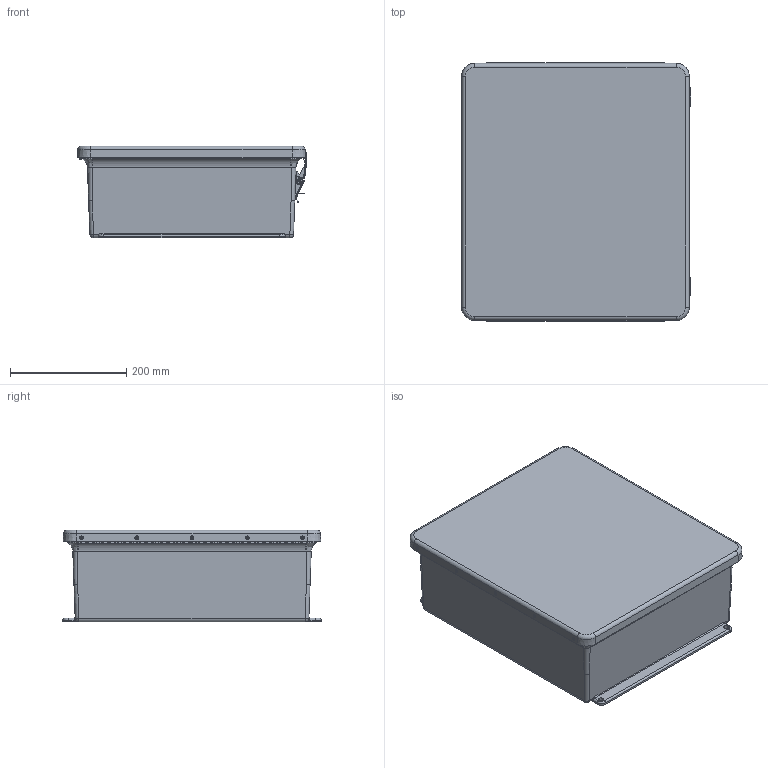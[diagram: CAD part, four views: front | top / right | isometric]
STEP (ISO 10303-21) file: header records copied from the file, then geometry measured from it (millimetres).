
FILE_DESCRIPTION(/* description */ (''),/* implementation_level */ '2;1');
FILE_NAME(/* name */ 'HW-WHJ161406CHQR.stp',/* time_stamp */ '2014-04-08T08:14:15-05:00',/* author */ ('jtigges'),/* organization */ (''),/* preprocessor_version */ 'ST-DEVELOPER v15.2',/* originating_system */ 'Autodesk Inventor 2014',/* authorisation */ '');
FILE_SCHEMA (('AUTOMOTIVE_DESIGN { 1 0 10303 214 3 1 1 }'));
Length unit declared in the file: inch
Products named in the file (24): J1614HL_2; RMINS45821P_49; RMINS45821P_50; RMINS45821P_51; RMINS45821P_52; J1614BHL; RMHINGCOV15; RMHINGPIN15; RMHINGBOX15; RMHING15; J1614HLCVR; GASKET_1614; WP1614HLU; RMRIV43; RMRIV44; RMKEEPSSL; Anchor Plate; Locking Layer; Hook blade; Hinge Pin_Lower; Hinge Pin_Upper; RMLATPLSSL; WH-J1614HPL_STP
Bounding box: 396.13 x 445.29 x 158.03 mm (x, y, z)
Volume: 2364267.8 mm3; surface area: 1270372.9 mm2
Topology: 40 solids, 40 shells, 1086 faces, 2788 edges, 1819 vertices
Faces by surface type: plane 481, cylinder 456, torus 64, cone 41, bspline 40, sphere 4
Full cylindrical faces by diameter (mm): 2.159 x63, 2.64 x8, 3.048 x2, 3.175 x18, 3.302 x4, 3.327 x10, 3.429 x18, 3.556 x22, 3.861 x8, 3.962 x7, 4.306 x4, 5.537 x4, 6.35 x10, 6.858 x4, 7.62 x4, 9.525 x2
Entity records: 26934 total; most frequent: CARTESIAN_POINT 6019, DIRECTION 4431, ORIENTED_EDGE 3928, EDGE_CURVE 1964, AXIS2_PLACEMENT_3D 1664, VERTEX_POINT 1361, EDGE_LOOP 1205, LINE 1103
